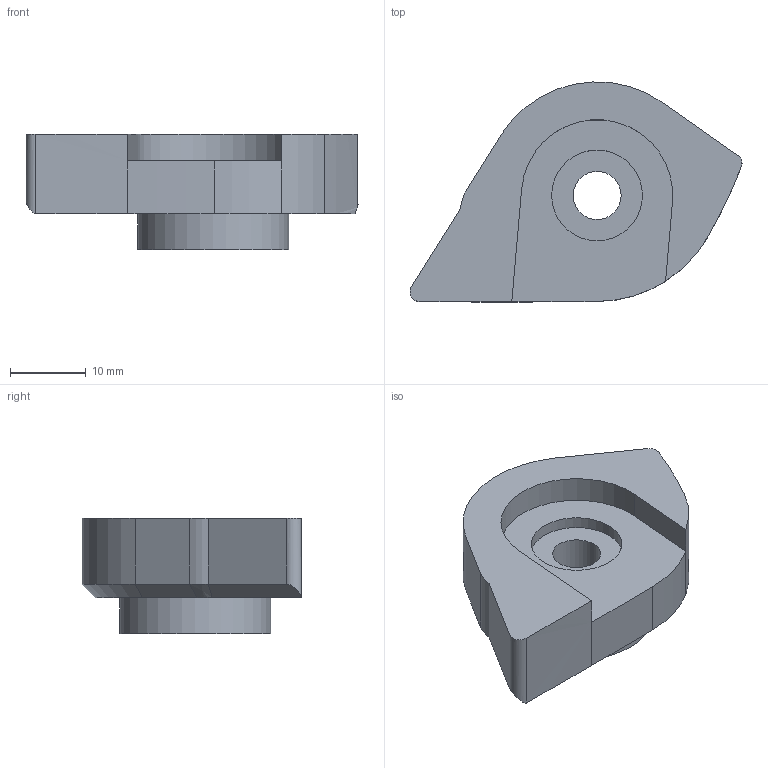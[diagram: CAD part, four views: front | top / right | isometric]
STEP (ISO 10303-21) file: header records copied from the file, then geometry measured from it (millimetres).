
FILE_DESCRIPTION((''),'2;1');
FILE_NAME('FT1162.stp','2025-05-08T08:59:47',(''),(''),'STEP Write','Mastercam 2018 ... CNC Software, Inc.','');
FILE_SCHEMA(('AUTOMOTIVE_DESIGN'));
Length unit declared in the file: inch
Products named in the file (1): None
Bounding box: 43.87 x 29.07 x 15.24 mm (x, y, z)
Volume: 8500.1 mm3; surface area: 3509.2 mm2
Topology: 1 solids, 1 shells, 28 faces, 120 edges, 147 vertices
Faces by surface type: cylinder 13, plane 13, cone 2
Full cylindrical faces by diameter (mm): 6.35 x1, 12 x1, 19.964 x1
Entity records: 1303 total; most frequent: CARTESIAN_POINT 272, DIRECTION 222, ORIENTED_EDGE 126, STYLED_ITEM 111, AXIS2_PLACEMENT_3D 81, EDGE_CURVE 63, VECTOR 60, LINE 60
